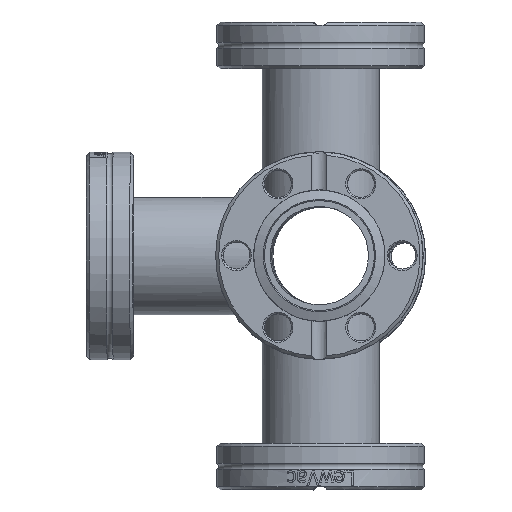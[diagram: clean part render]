
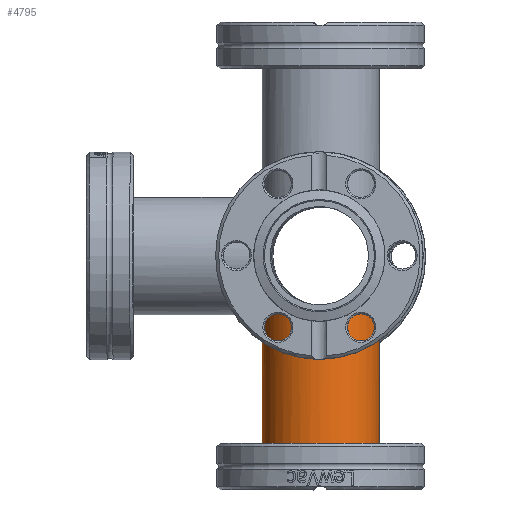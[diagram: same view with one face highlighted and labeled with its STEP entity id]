
A CAD part, top view. The second image highlights one B-rep face of the part: STEP entity #4795.
In plain terms, the highlighted cylindrical face has radius 9.55 mm (diameter 19.1 mm), a full revolution.
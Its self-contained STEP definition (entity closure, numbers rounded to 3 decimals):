
#432=CIRCLE('',#5191,9.55);
#641=CYLINDRICAL_SURFACE('',#5190,9.55);
#690=FACE_OUTER_BOUND('',#964,.T.);
#964=EDGE_LOOP('',(#3191,#3192,#3193,#3194,#3195,#3196));
#1287=LINE('',#6950,#1579);
#1579=VECTOR('',#5687,9.55);
#1869=ELLIPSE('',#5188,13.506,9.55);
#1871=ELLIPSE('',#5192,13.506,9.55);
#1872=ELLIPSE('',#5193,13.506,9.55);
#1935=VERTEX_POINT('',#6938);
#1936=VERTEX_POINT('',#6939);
#1939=VERTEX_POINT('',#6947);
#1940=VERTEX_POINT('',#6949);
#2436=EDGE_CURVE('',#1935,#1936,#1869,.T.);
#2440=EDGE_CURVE('',#1939,#1939,#432,.T.);
#2441=EDGE_CURVE('',#1939,#1940,#1287,.T.);
#2442=EDGE_CURVE('',#1940,#1935,#1871,.T.);
#2443=EDGE_CURVE('',#1936,#1940,#1872,.T.);
#3191=ORIENTED_EDGE('',*,*,#2440,.F.);
#3192=ORIENTED_EDGE('',*,*,#2441,.T.);
#3193=ORIENTED_EDGE('',*,*,#2442,.T.);
#3194=ORIENTED_EDGE('',*,*,#2436,.T.);
#3195=ORIENTED_EDGE('',*,*,#2443,.T.);
#3196=ORIENTED_EDGE('',*,*,#2441,.F.);
#4795=ADVANCED_FACE('',(#690),#641,.T.);
#5188=AXIS2_PLACEMENT_3D('',#6940,#5677,#5678);
#5190=AXIS2_PLACEMENT_3D('',#6946,#5683,#5684);
#5191=AXIS2_PLACEMENT_3D('',#6948,#5685,#5686);
#5192=AXIS2_PLACEMENT_3D('',#6951,#5688,#5689);
#5193=AXIS2_PLACEMENT_3D('',#6952,#5690,#5691);
#5677=DIRECTION('center_axis',(0.707,0.,-0.707));
#5678=DIRECTION('ref_axis',(-0.707,0.,-0.707));
#5683=DIRECTION('center_axis',(0.,0.,-1.));
#5684=DIRECTION('ref_axis',(-1.,0.,0.));
#5685=DIRECTION('center_axis',(0.,0.,-1.));
#5686=DIRECTION('ref_axis',(-1.,0.,0.));
#5687=DIRECTION('',(0.,0.,1.));
#5688=DIRECTION('center_axis',(0.,0.707,-0.707));
#5689=DIRECTION('ref_axis',(0.,0.707,0.707));
#5690=DIRECTION('center_axis',(0.,-0.707,
-0.707));
#5691=DIRECTION('ref_axis',(0.,0.707,-0.707));
#6938=CARTESIAN_POINT('',(-6.753,-6.753,-6.753));
#6939=CARTESIAN_POINT('',(-6.753,6.753,-6.753));
#6940=CARTESIAN_POINT('Origin',(0.,0.,0.));
#6946=CARTESIAN_POINT('Origin',(0.,0.,0.));
#6947=CARTESIAN_POINT('',(9.55,0.,-33.7));
#6948=CARTESIAN_POINT('Origin',(0.,0.,-33.7));
#6949=CARTESIAN_POINT('',(9.55,0.,0.));
#6950=CARTESIAN_POINT('',(9.55,0.,0.));
#6951=CARTESIAN_POINT('Origin',(0.,0.,0.));
#6952=CARTESIAN_POINT('Origin',(0.,0.,0.));
